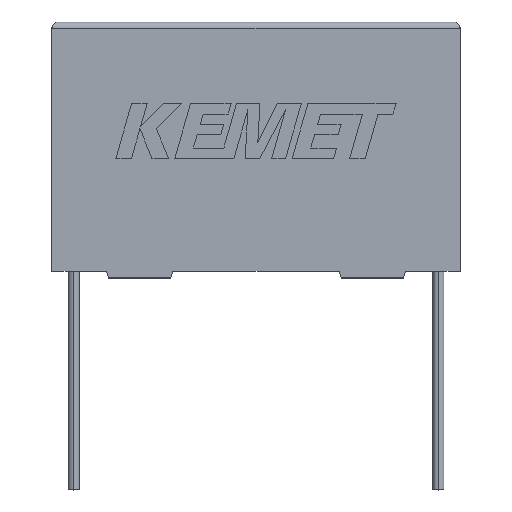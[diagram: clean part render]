
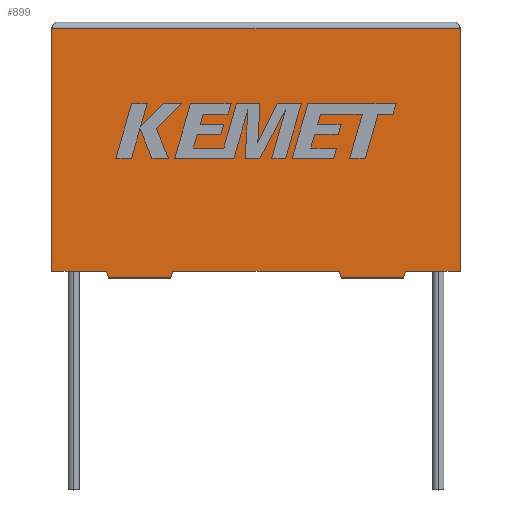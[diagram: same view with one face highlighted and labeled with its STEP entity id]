
A CAD part, top view. The second image highlights one B-rep face of the part: STEP entity #899.
In plain terms, the highlighted planar face has unit normal (0, 0, 1).
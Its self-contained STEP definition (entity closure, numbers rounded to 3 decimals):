
#87 = EDGE_LOOP ( 'NONE', ( #461, #396, #207, #1671, #1360, #1882, #517, #2226, #2030, #410, #653, #3127 ) ) ;
#102 = EDGE_CURVE ( 'NONE', #3146, #628, #766, .T. ) ;
#193 = CARTESIAN_POINT ( 'NONE',  ( 8.976, -0.5, 10.3 ) ) ;
#207 = ORIENTED_EDGE ( 'NONE', *, *, #2017, .T. ) ;
#320 = VECTOR ( 'NONE', #3219, 1000. ) ;
#332 = CARTESIAN_POINT ( 'NONE',  ( 4.264, -0.5, 10.3 ) ) ;
#363 = VERTEX_POINT ( 'NONE', #2134 ) ;
#396 = ORIENTED_EDGE ( 'NONE', *, *, #2706, .T. ) ;
#410 = ORIENTED_EDGE ( 'NONE', *, *, #2882, .F. ) ;
#412 = CARTESIAN_POINT ( 'NONE',  ( 0., 18.3, 10.3 ) ) ;
#461 = ORIENTED_EDGE ( 'NONE', *, *, #637, .T. ) ;
#499 = VERTEX_POINT ( 'NONE', #2705 ) ;
#517 = ORIENTED_EDGE ( 'NONE', *, *, #3065, .T. ) ;
#577 = DIRECTION ( 'NONE',  ( -0.287, 0.958, 0. ) ) ;
#585 = DIRECTION ( 'NONE',  ( 1., 0., 0. ) ) ;
#619 = CARTESIAN_POINT ( 'NONE',  ( 8.976, -0.5, 10.3 ) ) ;
#628 = VERTEX_POINT ( 'NONE', #2986 ) ;
#636 = LINE ( 'NONE', #3094, #1386 ) ;
#637 = EDGE_CURVE ( 'NONE', #628, #955, #859, .T. ) ;
#648 = VECTOR ( 'NONE', #771, 1000. ) ;
#653 = ORIENTED_EDGE ( 'NONE', *, *, #2878, .F. ) ;
#679 = EDGE_CURVE ( 'NONE', #1464, #1892, #1977, .T. ) ;
#766 = LINE ( 'NONE', #2253, #648 ) ;
#767 = LINE ( 'NONE', #1677, #1168 ) ;
#771 = DIRECTION ( 'NONE',  ( 1., 0., 0. ) ) ;
#859 = LINE ( 'NONE', #2018, #1487 ) ;
#899 = ADVANCED_FACE ( 'NONE', ( #1094 ), #1432, .F. ) ;
#942 = DIRECTION ( 'NONE',  ( -1., 0., 0. ) ) ;
#955 = VERTEX_POINT ( 'NONE', #3162 ) ;
#970 = DIRECTION ( 'NONE',  ( 0.287, -0.958, 0. ) ) ;
#1026 = LINE ( 'NONE', #3247, #320 ) ;
#1037 = VECTOR ( 'NONE', #2448, 1000. ) ;
#1042 = CARTESIAN_POINT ( 'NONE',  ( 0., 0., 10.3 ) ) ;
#1076 = VERTEX_POINT ( 'NONE', #412 ) ;
#1094 = FACE_OUTER_BOUND ( 'NONE', #87, .T. ) ;
#1168 = VECTOR ( 'NONE', #970, 1000. ) ;
#1190 = VERTEX_POINT ( 'NONE', #2970 ) ;
#1200 = LINE ( 'NONE', #1234, #2502 ) ;
#1208 = DIRECTION ( 'NONE',  ( 0., 0., -1. ) ) ;
#1234 = CARTESIAN_POINT ( 'NONE',  ( 26.686, 0., 10.3 ) ) ;
#1292 = CARTESIAN_POINT ( 'NONE',  ( 21.674, 0., 10.3 ) ) ;
#1346 = CARTESIAN_POINT ( 'NONE',  ( 26.536, -0.5, 10.3 ) ) ;
#1360 = ORIENTED_EDGE ( 'NONE', *, *, #1721, .T. ) ;
#1386 = VECTOR ( 'NONE', #3106, 1000. ) ;
#1432 = PLANE ( 'NONE',  #1701 ) ;
#1464 = VERTEX_POINT ( 'NONE', #1634 ) ;
#1487 = VECTOR ( 'NONE', #2779, 1000. ) ;
#1634 = CARTESIAN_POINT ( 'NONE',  ( 4.264, -0.5, 10.3 ) ) ;
#1671 = ORIENTED_EDGE ( 'NONE', *, *, #2084, .T. ) ;
#1677 = CARTESIAN_POINT ( 'NONE',  ( 4.114, 0., 10.3 ) ) ;
#1684 = CARTESIAN_POINT ( 'NONE',  ( 0., 0., 10.3 ) ) ;
#1701 = AXIS2_PLACEMENT_3D ( 'NONE', #1684, #1208, #942 ) ;
#1721 = EDGE_CURVE ( 'NONE', #499, #1464, #767, .T. ) ;
#1745 = DIRECTION ( 'NONE',  ( -0.287, -0.958, 0. ) ) ;
#1812 = CARTESIAN_POINT ( 'NONE',  ( 26.686, 0., 10.3 ) ) ;
#1846 = CARTESIAN_POINT ( 'NONE',  ( 21.824, -0.5, 10.3 ) ) ;
#1849 = VECTOR ( 'NONE', #3037, 1000. ) ;
#1882 = ORIENTED_EDGE ( 'NONE', *, *, #679, .T. ) ;
#1892 = VERTEX_POINT ( 'NONE', #193 ) ;
#1956 = VECTOR ( 'NONE', #2081, 1000. ) ;
#1977 = LINE ( 'NONE', #332, #2526 ) ;
#1984 = CARTESIAN_POINT ( 'NONE',  ( 0., 0., 10.3 ) ) ;
#2017 = EDGE_CURVE ( 'NONE', #1076, #2453, #2077, .T. ) ;
#2018 = CARTESIAN_POINT ( 'NONE',  ( 30.8, 0., 10.3 ) ) ;
#2030 = ORIENTED_EDGE ( 'NONE', *, *, #3092, .F. ) ;
#2077 = LINE ( 'NONE', #1984, #1037 ) ;
#2081 = DIRECTION ( 'NONE',  ( 0.287, 0.958, 0. ) ) ;
#2084 = EDGE_CURVE ( 'NONE', #2453, #499, #2395, .T. ) ;
#2134 = CARTESIAN_POINT ( 'NONE',  ( 21.824, -0.5, 10.3 ) ) ;
#2226 = ORIENTED_EDGE ( 'NONE', *, *, #2975, .T. ) ;
#2253 = CARTESIAN_POINT ( 'NONE',  ( 0., 0., 10.3 ) ) ;
#2268 = CARTESIAN_POINT ( 'NONE',  ( 0., 0., 10.3 ) ) ;
#2395 = LINE ( 'NONE', #1042, #1849 ) ;
#2448 = DIRECTION ( 'NONE',  ( 0., -1., 0. ) ) ;
#2453 = VERTEX_POINT ( 'NONE', #2954 ) ;
#2502 = VECTOR ( 'NONE', #1745, 1000. ) ;
#2526 = VECTOR ( 'NONE', #585, 1000. ) ;
#2618 = LINE ( 'NONE', #619, #1956 ) ;
#2705 = CARTESIAN_POINT ( 'NONE',  ( 4.114, 0., 10.3 ) ) ;
#2706 = EDGE_CURVE ( 'NONE', #955, #1076, #636, .T. ) ;
#2737 = VECTOR ( 'NONE', #3014, 1000. ) ;
#2779 = DIRECTION ( 'NONE',  ( 0., 1., 0. ) ) ;
#2878 = EDGE_CURVE ( 'NONE', #3146, #3085, #1200, .T. ) ;
#2882 = EDGE_CURVE ( 'NONE', #3085, #363, #1026, .T. ) ;
#2954 = CARTESIAN_POINT ( 'NONE',  ( 0., 0., 10.3 ) ) ;
#2970 = CARTESIAN_POINT ( 'NONE',  ( 9.126, 0., 10.3 ) ) ;
#2975 = EDGE_CURVE ( 'NONE', #1190, #2988, #3041, .T. ) ;
#2986 = CARTESIAN_POINT ( 'NONE',  ( 30.8, 0., 10.3 ) ) ;
#2988 = VERTEX_POINT ( 'NONE', #1292 ) ;
#3014 = DIRECTION ( 'NONE',  ( 1., 0., 0. ) ) ;
#3036 = LINE ( 'NONE', #1846, #3126 ) ;
#3037 = DIRECTION ( 'NONE',  ( 1., 0., 0. ) ) ;
#3041 = LINE ( 'NONE', #2268, #2737 ) ;
#3065 = EDGE_CURVE ( 'NONE', #1892, #1190, #2618, .T. ) ;
#3085 = VERTEX_POINT ( 'NONE', #1346 ) ;
#3092 = EDGE_CURVE ( 'NONE', #363, #2988, #3036, .T. ) ;
#3094 = CARTESIAN_POINT ( 'NONE',  ( 0., 18.3, 10.3 ) ) ;
#3106 = DIRECTION ( 'NONE',  ( -1., 0., 0. ) ) ;
#3126 = VECTOR ( 'NONE', #577, 1000. ) ;
#3127 = ORIENTED_EDGE ( 'NONE', *, *, #102, .T. ) ;
#3146 = VERTEX_POINT ( 'NONE', #1812 ) ;
#3162 = CARTESIAN_POINT ( 'NONE',  ( 30.8, 18.3, 10.3 ) ) ;
#3219 = DIRECTION ( 'NONE',  ( -1., 0., 0. ) ) ;
#3247 = CARTESIAN_POINT ( 'NONE',  ( 26.536, -0.5, 10.3 ) ) ;
